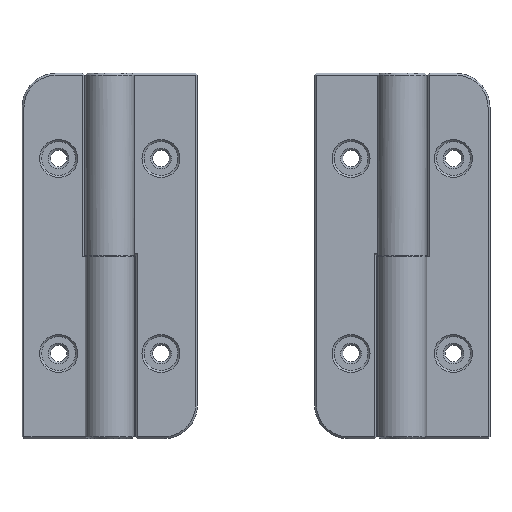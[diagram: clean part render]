
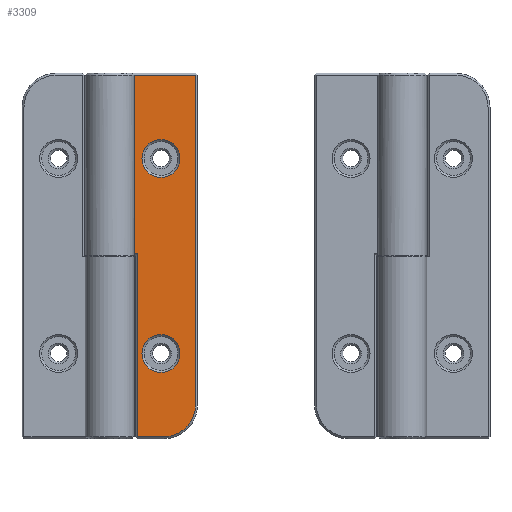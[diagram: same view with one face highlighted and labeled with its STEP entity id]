
A CAD part, top view. The second image highlights one B-rep face of the part: STEP entity #3309.
In plain terms, the highlighted planar face has unit normal (0, 0, 1).
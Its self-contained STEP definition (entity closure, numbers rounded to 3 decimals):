
#117=FACE_BOUND('',#554,.T.);
#118=FACE_BOUND('',#555,.T.);
#171=CIRCLE('',#3583,6.6);
#172=CIRCLE('',#3584,3.9);
#173=CIRCLE('',#3585,3.9);
#319=FACE_OUTER_BOUND('',#553,.T.);
#553=EDGE_LOOP('',(#2441,#2442,#2443,#2444,#2445,#2446,#2447));
#554=EDGE_LOOP('',(#2448));
#555=EDGE_LOOP('',(#2449));
#852=LINE('',#5150,#1200);
#853=LINE('',#5152,#1201);
#854=LINE('',#5154,#1202);
#855=LINE('',#5156,#1203);
#856=LINE('',#5158,#1204);
#857=LINE('',#5161,#1205);
#1200=VECTOR('',#4131,10.);
#1201=VECTOR('',#4132,10.);
#1202=VECTOR('',#4133,10.);
#1203=VECTOR('',#4134,10.);
#1204=VECTOR('',#4135,10.);
#1205=VECTOR('',#4138,10.);
#1518=VERTEX_POINT('',#5148);
#1519=VERTEX_POINT('',#5149);
#1520=VERTEX_POINT('',#5151);
#1521=VERTEX_POINT('',#5153);
#1522=VERTEX_POINT('',#5155);
#1523=VERTEX_POINT('',#5157);
#1524=VERTEX_POINT('',#5159);
#1525=VERTEX_POINT('',#5162);
#1526=VERTEX_POINT('',#5164);
#1845=EDGE_CURVE('',#1518,#1519,#852,.T.);
#1846=EDGE_CURVE('',#1520,#1518,#853,.T.);
#1847=EDGE_CURVE('',#1521,#1520,#854,.T.);
#1848=EDGE_CURVE('',#1522,#1521,#855,.T.);
#1849=EDGE_CURVE('',#1523,#1522,#856,.T.);
#1850=EDGE_CURVE('',#1524,#1523,#171,.T.);
#1851=EDGE_CURVE('',#1519,#1524,#857,.T.);
#1852=EDGE_CURVE('',#1525,#1525,#172,.T.);
#1853=EDGE_CURVE('',#1526,#1526,#173,.T.);
#2441=ORIENTED_EDGE('',*,*,#1845,.F.);
#2442=ORIENTED_EDGE('',*,*,#1846,.F.);
#2443=ORIENTED_EDGE('',*,*,#1847,.F.);
#2444=ORIENTED_EDGE('',*,*,#1848,.F.);
#2445=ORIENTED_EDGE('',*,*,#1849,.F.);
#2446=ORIENTED_EDGE('',*,*,#1850,.F.);
#2447=ORIENTED_EDGE('',*,*,#1851,.F.);
#2448=ORIENTED_EDGE('',*,*,#1852,.F.);
#2449=ORIENTED_EDGE('',*,*,#1853,.F.);
#3141=PLANE('',#3582);
#3309=ADVANCED_FACE('',(#319,#117,#118),#3141,.T.);
#3582=AXIS2_PLACEMENT_3D('',#5147,#4129,#4130);
#3583=AXIS2_PLACEMENT_3D('',#5160,#4136,#4137);
#3584=AXIS2_PLACEMENT_3D('',#5163,#4139,#4140);
#3585=AXIS2_PLACEMENT_3D('',#5165,#4141,#4142);
#4129=DIRECTION('center_axis',(0.,0.,1.));
#4130=DIRECTION('ref_axis',(-1.,0.,0.));
#4131=DIRECTION('',(1.,0.,0.));
#4132=DIRECTION('',(0.,1.,0.));
#4133=DIRECTION('',(-1.,0.,0.));
#4134=DIRECTION('',(0.,1.,0.));
#4135=DIRECTION('',(-1.,0.,0.));
#4136=DIRECTION('center_axis',(0.,0.,-1.));
#4137=DIRECTION('ref_axis',(0.707,-0.707,0.));
#4138=DIRECTION('',(0.,-1.,0.));
#4139=DIRECTION('center_axis',(0.,0.,1.));
#4140=DIRECTION('ref_axis',(1.,0.,0.));
#4141=DIRECTION('center_axis',(0.,0.,1.));
#4142=DIRECTION('ref_axis',(1.,0.,0.));
#5147=CARTESIAN_POINT('Origin',(-60.,64.,-0.1));
#5148=CARTESIAN_POINT('',(-55.001,101.1,-0.1));
#5149=CARTESIAN_POINT('',(-42.4,101.1,-0.1));
#5150=CARTESIAN_POINT('',(-57.375,101.1,-0.1));
#5151=CARTESIAN_POINT('',(-55.001,64.45,-0.1));
#5152=CARTESIAN_POINT('',(-55.001,87.5,-0.1));
#5153=CARTESIAN_POINT('',(-54.35,64.45,-0.1));
#5154=CARTESIAN_POINT('',(-62.5,64.45,-0.1));
#5155=CARTESIAN_POINT('',(-54.35,26.9,-0.1));
#5156=CARTESIAN_POINT('',(-54.35,60.083,-0.1));
#5157=CARTESIAN_POINT('',(-49.,26.9,-0.1));
#5158=CARTESIAN_POINT('',(-60.,26.9,-0.1));
#5159=CARTESIAN_POINT('',(-42.4,33.5,-0.1));
#5160=CARTESIAN_POINT('Origin',(-49.,33.5,-0.1));
#5161=CARTESIAN_POINT('',(-42.4,52.25,-0.1));
#5162=CARTESIAN_POINT('',(-53.4,84.,-0.1));
#5163=CARTESIAN_POINT('Origin',(-49.5,84.,-0.1));
#5164=CARTESIAN_POINT('',(-53.4,44.,-0.1));
#5165=CARTESIAN_POINT('Origin',(-49.5,44.,-0.1));
